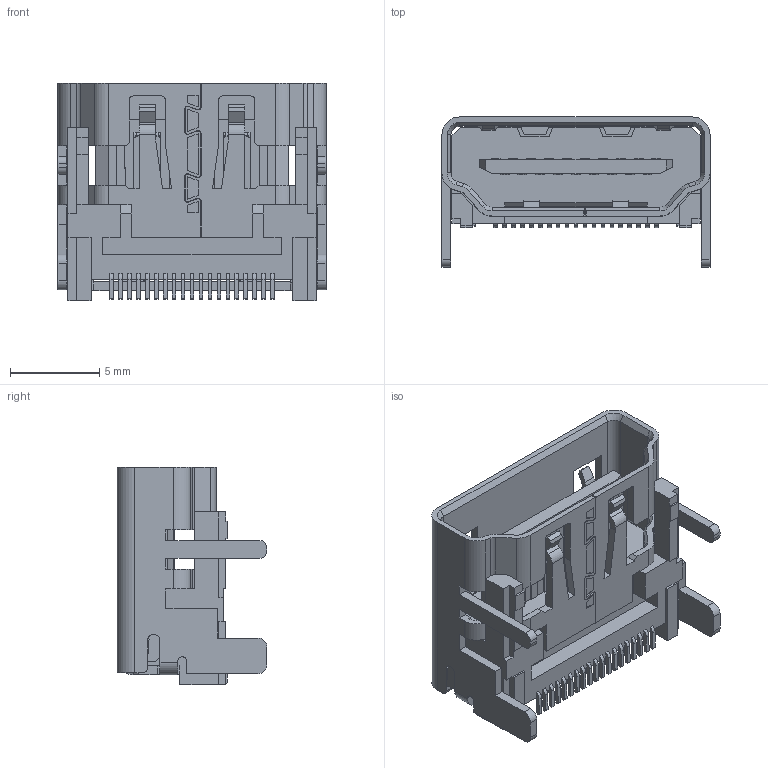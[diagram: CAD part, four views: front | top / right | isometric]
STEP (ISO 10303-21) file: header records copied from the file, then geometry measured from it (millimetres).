
FILE_DESCRIPTION((''),'2;1');
FILE_NAME('2086588131','2019-05-23T',('gga'),(''),'PRO/ENGINEER BY PARAMETRIC TECHNOLOGY CORPORATION, 2016010','PRO/ENGINEER BY PARAMETRIC TECHNOLOGY CORPORATION, 2016010','');
FILE_SCHEMA(('CONFIG_CONTROL_DESIGN'));
Length unit declared in the file: millimetre
Products named in the file (1): 2086588131
Bounding box: 15 x 8.38 x 12.15 mm (x, y, z)
Volume: 531.5 mm3; surface area: 1386.6 mm2
Topology: 1 solids, 1 shells, 959 faces, 2896 edges, 1921 vertices
Faces by surface type: plane 680, cylinder 257, cone 14, bspline 8
Entity records: 32840 total; most frequent: CARTESIAN_POINT 6854, ORIENTED_EDGE 5576, DIRECTION 5060, EDGE_CURVE 2788, VECTOR 2306, LINE 2306, VERTEX_POINT 1813, AXIS2_PLACEMENT_3D 1377
